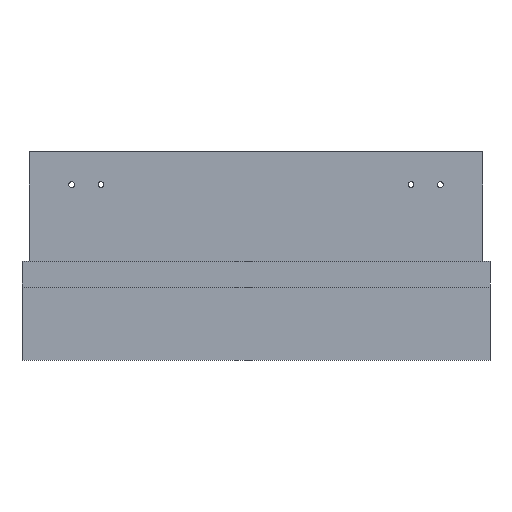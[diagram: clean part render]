
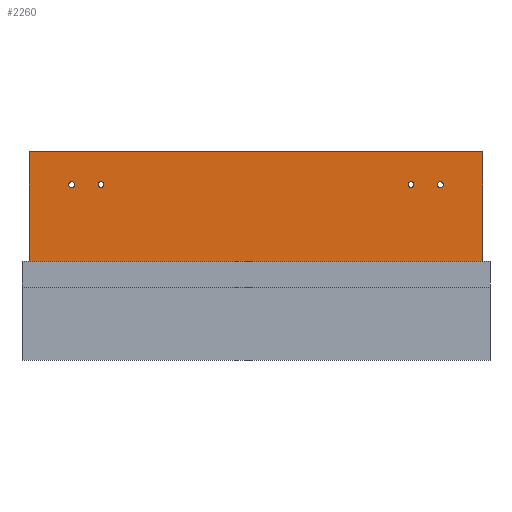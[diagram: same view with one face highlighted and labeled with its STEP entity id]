
A CAD part, front view. The second image highlights one B-rep face of the part: STEP entity #2260.
In plain terms, the highlighted planar face has unit normal (0, -1, 0).
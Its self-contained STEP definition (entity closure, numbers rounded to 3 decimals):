
#17 = CARTESIAN_POINT ( 'NONE',  ( -310., -690., -708.5 ) ) ;
#33 = CARTESIAN_POINT ( 'NONE',  ( 310., -690., -708.5 ) ) ;
#87 = AXIS2_PLACEMENT_3D ( 'NONE', #1407, #1629, #2290 ) ;
#90 = VERTEX_POINT ( 'NONE', #762 ) ;
#91 = EDGE_CURVE ( 'NONE', #960, #2169, #688, .T. ) ;
#151 = DIRECTION ( 'NONE',  ( 0., -1., 0. ) ) ;
#185 = FACE_BOUND ( 'NONE', #626, .T. ) ;
#186 = EDGE_LOOP ( 'NONE', ( #776, #783, #243, #1405 ) ) ;
#187 = CIRCLE ( 'NONE', #1300, 4. ) ;
#216 = CIRCLE ( 'NONE', #1973, 4. ) ;
#243 = ORIENTED_EDGE ( 'NONE', *, *, #721, .F. ) ;
#284 = AXIS2_PLACEMENT_3D ( 'NONE', #1649, #1627, #2082 ) ;
#318 = CARTESIAN_POINT ( 'NONE',  ( -212., -690., -599.5 ) ) ;
#341 = EDGE_CURVE ( 'NONE', #90, #2849, #654, .T. ) ;
#346 = CARTESIAN_POINT ( 'NONE',  ( 212., -690., -607.5 ) ) ;
#396 = CARTESIAN_POINT ( 'NONE',  ( -252., -690., -603.5 ) ) ;
#417 = EDGE_LOOP ( 'NONE', ( #1747, #2321 ) ) ;
#420 = CARTESIAN_POINT ( 'NONE',  ( -310., -690., -558.5 ) ) ;
#460 = DIRECTION ( 'NONE',  ( 0., 0., -1. ) ) ;
#537 = DIRECTION ( 'NONE',  ( 0., 0., 1. ) ) ;
#540 = EDGE_CURVE ( 'NONE', #2561, #875, #187, .T. ) ;
#558 = CARTESIAN_POINT ( 'NONE',  ( 0., -690., -558.5 ) ) ;
#588 = CARTESIAN_POINT ( 'NONE',  ( -310., -690., -638.5 ) ) ;
#612 = DIRECTION ( 'NONE',  ( 0., 0., 1. ) ) ;
#622 = CARTESIAN_POINT ( 'NONE',  ( 212., -690., -599.5 ) ) ;
#626 = EDGE_LOOP ( 'NONE', ( #2452, #2426 ) ) ;
#654 = LINE ( 'NONE', #1030, #1739 ) ;
#681 = CARTESIAN_POINT ( 'NONE',  ( -252., -690., -607.5 ) ) ;
#688 = CIRCLE ( 'NONE', #284, 4. ) ;
#712 = PLANE ( 'NONE',  #1298 ) ;
#721 = EDGE_CURVE ( 'NONE', #2050, #90, #1071, .T. ) ;
#762 = CARTESIAN_POINT ( 'NONE',  ( 310., -690., -558.5 ) ) ;
#776 = ORIENTED_EDGE ( 'NONE', *, *, #2192, .T. ) ;
#783 = ORIENTED_EDGE ( 'NONE', *, *, #341, .F. ) ;
#810 = FACE_BOUND ( 'NONE', #417, .T. ) ;
#824 = EDGE_CURVE ( 'NONE', #2711, #887, #216, .T. ) ;
#860 = CARTESIAN_POINT ( 'NONE',  ( 212., -690., -603.5 ) ) ;
#862 = DIRECTION ( 'NONE',  ( 0., -1., 0. ) ) ;
#875 = VERTEX_POINT ( 'NONE', #1925 ) ;
#887 = VERTEX_POINT ( 'NONE', #622 ) ;
#960 = VERTEX_POINT ( 'NONE', #1984 ) ;
#967 = DIRECTION ( 'NONE',  ( 1., 0., 0. ) ) ;
#1007 = EDGE_CURVE ( 'NONE', #2556, #2392, #1499, .T. ) ;
#1030 = CARTESIAN_POINT ( 'NONE',  ( 310., -690., -638.5 ) ) ;
#1043 = CIRCLE ( 'NONE', #87, 4. ) ;
#1071 = LINE ( 'NONE', #558, #1562 ) ;
#1075 = VERTEX_POINT ( 'NONE', #17 ) ;
#1108 = VECTOR ( 'NONE', #967, 1000. ) ;
#1139 = EDGE_CURVE ( 'NONE', #2169, #960, #2595, .T. ) ;
#1213 = LINE ( 'NONE', #33, #1108 ) ;
#1217 = LINE ( 'NONE', #588, #2211 ) ;
#1242 = CARTESIAN_POINT ( 'NONE',  ( 310., -690., -708.5 ) ) ;
#1267 = CARTESIAN_POINT ( 'NONE',  ( -212., -690., -603.5 ) ) ;
#1298 = AXIS2_PLACEMENT_3D ( 'NONE', #2331, #1450, #537 ) ;
#1300 = AXIS2_PLACEMENT_3D ( 'NONE', #396, #862, #2861 ) ;
#1306 = ORIENTED_EDGE ( 'NONE', *, *, #91, .F. ) ;
#1379 = CARTESIAN_POINT ( 'NONE',  ( 252., -690., -599.5 ) ) ;
#1405 = ORIENTED_EDGE ( 'NONE', *, *, #1924, .T. ) ;
#1407 = CARTESIAN_POINT ( 'NONE',  ( -252., -690., -603.5 ) ) ;
#1412 = EDGE_CURVE ( 'NONE', #887, #2711, #2319, .T. ) ;
#1423 = FACE_BOUND ( 'NONE', #1435, .T. ) ;
#1435 = EDGE_LOOP ( 'NONE', ( #1933, #1688 ) ) ;
#1450 = DIRECTION ( 'NONE',  ( 0., 1., 0. ) ) ;
#1453 = DIRECTION ( 'NONE',  ( 0., 0., -1. ) ) ;
#1464 = ORIENTED_EDGE ( 'NONE', *, *, #1139, .F. ) ;
#1494 = FACE_OUTER_BOUND ( 'NONE', #186, .T. ) ;
#1499 = CIRCLE ( 'NONE', #2052, 4. ) ;
#1532 = CARTESIAN_POINT ( 'NONE',  ( -212., -690., -603.5 ) ) ;
#1540 = DIRECTION ( 'NONE',  ( 0., -1., 0. ) ) ;
#1562 = VECTOR ( 'NONE', #2782, 1000. ) ;
#1627 = DIRECTION ( 'NONE',  ( 0., -1., 0. ) ) ;
#1629 = DIRECTION ( 'NONE',  ( 0., -1., 0. ) ) ;
#1649 = CARTESIAN_POINT ( 'NONE',  ( 252., -690., -603.5 ) ) ;
#1688 = ORIENTED_EDGE ( 'NONE', *, *, #2888, .F. ) ;
#1739 = VECTOR ( 'NONE', #1453, 1000. ) ;
#1747 = ORIENTED_EDGE ( 'NONE', *, *, #540, .F. ) ;
#1751 = DIRECTION ( 'NONE',  ( 0., 0., 1. ) ) ;
#1924 = EDGE_CURVE ( 'NONE', #2050, #1075, #1217, .T. ) ;
#1925 = CARTESIAN_POINT ( 'NONE',  ( -252., -690., -599.5 ) ) ;
#1933 = ORIENTED_EDGE ( 'NONE', *, *, #1007, .F. ) ;
#1966 = FACE_BOUND ( 'NONE', #2855, .T. ) ;
#1973 = AXIS2_PLACEMENT_3D ( 'NONE', #2367, #2806, #2614 ) ;
#1984 = CARTESIAN_POINT ( 'NONE',  ( 252., -690., -607.5 ) ) ;
#2000 = CARTESIAN_POINT ( 'NONE',  ( -212., -690., -607.5 ) ) ;
#2050 = VERTEX_POINT ( 'NONE', #420 ) ;
#2052 = AXIS2_PLACEMENT_3D ( 'NONE', #1532, #2868, #1751 ) ;
#2082 = DIRECTION ( 'NONE',  ( 0., 0., -1. ) ) ;
#2106 = CIRCLE ( 'NONE', #2804, 4. ) ;
#2169 = VERTEX_POINT ( 'NONE', #1379 ) ;
#2192 = EDGE_CURVE ( 'NONE', #1075, #2849, #1213, .T. ) ;
#2211 = VECTOR ( 'NONE', #2802, 1000. ) ;
#2246 = EDGE_CURVE ( 'NONE', #875, #2561, #1043, .T. ) ;
#2260 = ADVANCED_FACE ( 'NONE', ( #1966, #810, #1423, #185, #1494 ), #712, .F. ) ;
#2290 = DIRECTION ( 'NONE',  ( 0., 0., 1. ) ) ;
#2319 = CIRCLE ( 'NONE', #2485, 4. ) ;
#2321 = ORIENTED_EDGE ( 'NONE', *, *, #2246, .F. ) ;
#2331 = CARTESIAN_POINT ( 'NONE',  ( 310., -690., -638.5 ) ) ;
#2337 = AXIS2_PLACEMENT_3D ( 'NONE', #2673, #2474, #460 ) ;
#2367 = CARTESIAN_POINT ( 'NONE',  ( 212., -690., -603.5 ) ) ;
#2392 = VERTEX_POINT ( 'NONE', #318 ) ;
#2400 = DIRECTION ( 'NONE',  ( 0., 0., -1. ) ) ;
#2426 = ORIENTED_EDGE ( 'NONE', *, *, #1412, .F. ) ;
#2452 = ORIENTED_EDGE ( 'NONE', *, *, #824, .F. ) ;
#2474 = DIRECTION ( 'NONE',  ( 0., -1., 0. ) ) ;
#2485 = AXIS2_PLACEMENT_3D ( 'NONE', #860, #1540, #2400 ) ;
#2556 = VERTEX_POINT ( 'NONE', #2000 ) ;
#2561 = VERTEX_POINT ( 'NONE', #681 ) ;
#2595 = CIRCLE ( 'NONE', #2337, 4. ) ;
#2614 = DIRECTION ( 'NONE',  ( 0., 0., -1. ) ) ;
#2673 = CARTESIAN_POINT ( 'NONE',  ( 252., -690., -603.5 ) ) ;
#2711 = VERTEX_POINT ( 'NONE', #346 ) ;
#2782 = DIRECTION ( 'NONE',  ( 1., 0., 0. ) ) ;
#2802 = DIRECTION ( 'NONE',  ( 0., 0., -1. ) ) ;
#2804 = AXIS2_PLACEMENT_3D ( 'NONE', #1267, #151, #612 ) ;
#2806 = DIRECTION ( 'NONE',  ( 0., -1., 0. ) ) ;
#2849 = VERTEX_POINT ( 'NONE', #1242 ) ;
#2855 = EDGE_LOOP ( 'NONE', ( #1306, #1464 ) ) ;
#2861 = DIRECTION ( 'NONE',  ( 0., 0., 1. ) ) ;
#2868 = DIRECTION ( 'NONE',  ( 0., -1., 0. ) ) ;
#2888 = EDGE_CURVE ( 'NONE', #2392, #2556, #2106, .T. ) ;
